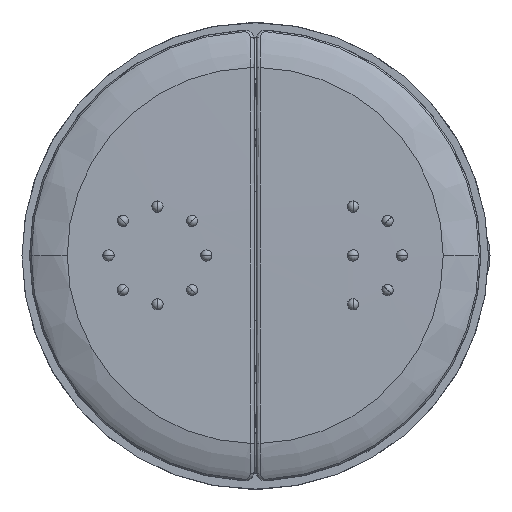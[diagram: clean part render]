
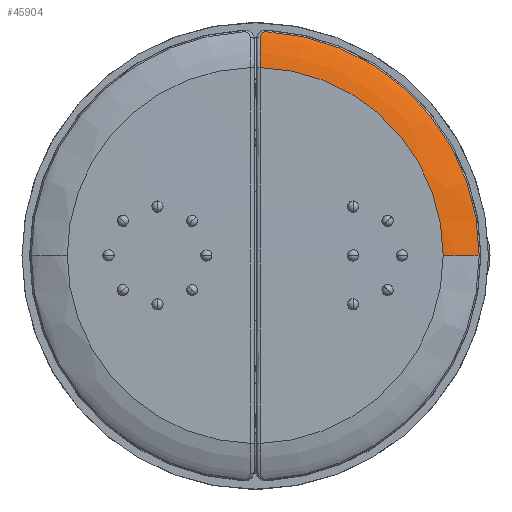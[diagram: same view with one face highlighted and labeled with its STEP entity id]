
A CAD part, top view. The second image highlights one B-rep face of the part: STEP entity #45904.
In plain terms, the highlighted face is a revolution surface.
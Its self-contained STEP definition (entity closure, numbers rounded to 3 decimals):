
#42144=CARTESIAN_POINT('',(0.65,26.5,
-24.98));
#42145=CARTESIAN_POINT('',(0.65,26.5,
-25.041));
#42146=CARTESIAN_POINT('',(0.651,26.492,
-25.18));
#42147=CARTESIAN_POINT('',(0.652,26.461,
-25.42));
#42148=CARTESIAN_POINT('',(0.652,26.413,
-25.696));
#42149=CARTESIAN_POINT('',(0.653,26.347,
-25.999));
#42150=CARTESIAN_POINT('',(0.653,26.267,
-26.326));
#42151=CARTESIAN_POINT('',(0.653,26.169,
-26.684));
#42152=CARTESIAN_POINT('',(0.654,26.048,
-27.086));
#42153=CARTESIAN_POINT('',(0.654,25.903,
-27.527));
#42154=CARTESIAN_POINT('',(0.654,25.727,
-28.015));
#42155=CARTESIAN_POINT('',(0.654,25.518,
-28.541));
#42156=CARTESIAN_POINT('',(0.655,25.375,
-28.861));
#42157=CARTESIAN_POINT('',(0.655,25.304,
-29.008));
#42159=CARTESIAN_POINT('',(0.655,25.304,
-29.008));
#42160=CARTESIAN_POINT('',(0.658,25.267,
-29.086));
#42161=CARTESIAN_POINT('',(0.682,25.194,
-29.232));
#42162=CARTESIAN_POINT('',(0.778,25.094,
-29.416));
#42163=CARTESIAN_POINT('',(0.936,24.996,
-29.579));
#42164=CARTESIAN_POINT('',(1.085,24.93,
-29.673));
#42165=CARTESIAN_POINT('',(1.277,24.874,
-29.743));
#42166=CARTESIAN_POINT('',(1.375,24.866,
-29.748));
#42167=CARTESIAN_POINT('',(1.421,24.866,
-29.746));
#42169=CARTESIAN_POINT('',(0.,24.866,
0.));
#42170=DIRECTION('',(0.,-1.,0.));
#42171=DIRECTION('',(0.048,0.,-0.999));
#42172=AXIS2_PLACEMENT_3D('',#42169,#42170,#42171);
#42174=CARTESIAN_POINT('',(0.,26.5,
0.));
#42175=DIRECTION('',(0.,1.,0.));
#42176=DIRECTION('',(1.,0.,0.));
#42177=AXIS2_PLACEMENT_3D('',#42174,#42175,#42176);
#42413=CARTESIAN_POINT('',(24.988,26.5,
0.001));
#42414=CARTESIAN_POINT('',(25.073,26.499,
0.001));
#42415=CARTESIAN_POINT('',(25.288,26.485,
0.001));
#42416=CARTESIAN_POINT('',(25.779,26.402,
0.001));
#42417=CARTESIAN_POINT('',(26.451,26.242,
0.001));
#42418=CARTESIAN_POINT('',(27.266,25.999,
0.001));
#42419=CARTESIAN_POINT('',(28.123,25.694,
0.001));
#42420=CARTESIAN_POINT('',(28.89,25.373,
0.001));
#42421=CARTESIAN_POINT('',(29.463,25.083,
0.001));
#42422=CARTESIAN_POINT('',(29.695,24.931,
0.001));
#42423=CARTESIAN_POINT('',(29.779,24.866,
0.001));
#44702=VERTEX_POINT('',#42159);
#44703=VERTEX_POINT('',#42167);
#44704=VERTEX_POINT('',#42144);
#44705=CARTESIAN_POINT('',(29.78,24.866,
0.001));
#44706=VERTEX_POINT('',#44705);
#44707=VERTEX_POINT('',#42413);
#45878=CARTESIAN_POINT('',(-29.856,24.803,
-0.082));
#45879=CARTESIAN_POINT('',(-29.788,24.865,
-0.081));
#45880=CARTESIAN_POINT('',(-29.582,25.015,
-0.081));
#45881=CARTESIAN_POINT('',(-29.012,25.317,
-0.079));
#45882=CARTESIAN_POINT('',(-28.2,25.666,
-0.077));
#45883=CARTESIAN_POINT('',(-27.266,26.,
-0.075));
#45884=CARTESIAN_POINT('',(-26.383,26.261,
-0.072));
#45885=CARTESIAN_POINT('',(-25.44,26.478,
-0.07));
#45886=CARTESIAN_POINT('',(-25.061,26.506,
-0.069));
#45887=CARTESIAN_POINT('',(-24.908,26.499,
-0.068));
#45889=CARTESIAN_POINT('',(0.,25.566,
0.));
#45890=DIRECTION('',(0.,1.,0.));
#45891=AXIS1_PLACEMENT('',#45889,#45890);
#45892=SURFACE_OF_REVOLUTION('',#45888,#45891);
#45894=ORIENTED_EDGE('',*,*,#45893,.T.);
#45895=ORIENTED_EDGE('',*,*,#45868,.T.);
#45897=ORIENTED_EDGE('',*,*,#45896,.T.);
#45899=ORIENTED_EDGE('',*,*,#45898,.F.);
#45901=ORIENTED_EDGE('',*,*,#45900,.T.);
#45902=EDGE_LOOP('',(#45894,#45895,#45897,#45899,#45901));
#45903=FACE_OUTER_BOUND('',#45902,.F.);
#45904=ADVANCED_FACE('',(#45903),#45892,.T.);
#42158=B_SPLINE_CURVE_WITH_KNOTS('',3,(#42144,#42145,#42146,#42147,#42148,
#42149,#42150,#42151,#42152,#42153,#42154,#42155,#42156,#42157),.UNSPECIFIED.,
.F.,.F.,(4,1,1,1,1,1,1,1,1,1,1,4),(0.,0.091,0.182,
0.273,0.364,0.455,0.545,
0.636,0.727,0.818,0.909,1.),
.UNSPECIFIED.);
#42168=B_SPLINE_CURVE_WITH_KNOTS('',3,(#42159,#42160,#42161,#42162,#42163,
#42164,#42165,#42166,#42167),.UNSPECIFIED.,.F.,.F.,(4,1,1,1,1,1,4),(0.,
0.167,0.333,0.5,0.667,0.833,
1.),.UNSPECIFIED.);
#42173=CIRCLE('',#42172,29.78);
#42178=CIRCLE('',#42177,24.988);
#42424=B_SPLINE_CURVE_WITH_KNOTS('',3,(#42413,#42414,#42415,#42416,#42417,
#42418,#42419,#42420,#42421,#42422,#42423),.UNSPECIFIED.,.F.,.F.,(4,1,1,1,1,1,1,
1,4),(0.,0.125,0.25,0.375,0.5,0.625,0.75,0.875,1.),
.UNSPECIFIED.);
#45868=EDGE_CURVE('',#44702,#44703,#42168,.T.);
#45888=B_SPLINE_CURVE_WITH_KNOTS('',3,(#45878,#45879,#45880,#45881,#45882,
#45883,#45884,#45885,#45886,#45887),.UNSPECIFIED.,.F.,.F.,(4,1,1,1,1,1,1,4),(
0.,0.125,0.25,0.375,0.5,0.625,0.75,1.),.UNSPECIFIED.);
#45893=EDGE_CURVE('',#44704,#44702,#42158,.T.);
#45896=EDGE_CURVE('',#44703,#44706,#42173,.T.);
#45898=EDGE_CURVE('',#44707,#44706,#42424,.T.);
#45900=EDGE_CURVE('',#44707,#44704,#42178,.T.);
